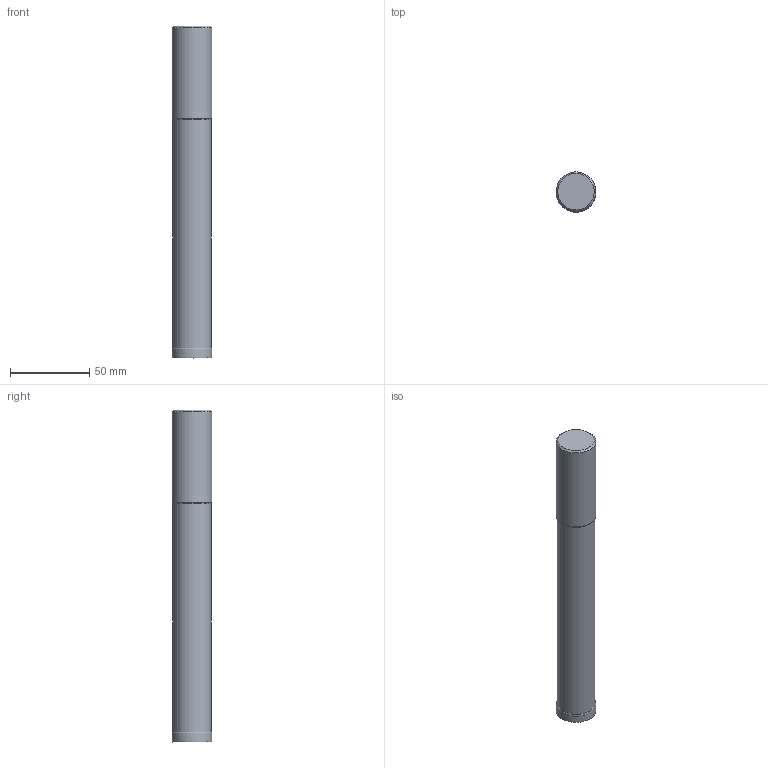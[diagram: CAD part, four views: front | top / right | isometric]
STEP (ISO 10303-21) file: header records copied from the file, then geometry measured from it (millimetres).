
FILE_DESCRIPTION(/* description */ (''),/* implementation_level */ '2;1');
FILE_NAME(/* name */ 'toolassembly_1.stp',/* time_stamp */ '2018-06-28T11:04:45+02:00',/* author */ (''),/* organization */ ('SMS'),/* preprocessor_version */ 'ST-DEVELOPER v15',/* originating_system */ 'SIEMENS PLM Software NX 8.5',/* authorisation */ '');
FILE_SCHEMA (('AUTOMOTIVE_DESIGN { 1 0 10303 214 3 1 1 1 }'));
Length unit declared in the file: millimetre
Products named in the file (4): ASSEMBLY_CONSTRUCTION; CUT_20180628110352; NOCUT_20180628110344; TOOLASSEMBLY_1
Assembly tree (3 placements, depth 2):
  TOOLASSEMBLY_1
    NOCUT_20180628110344
    CUT_20180628110352
    ASSEMBLY_CONSTRUCTION
Bounding box: 25.04 x 25.04 x 209 mm (x, y, z)
Volume: 98053.1 mm3; surface area: 18090.4 mm2
Topology: 2 solids, 2 shells, 16 faces, 32 edges, 31 vertices
Faces by surface type: torus 6, cone 4, plane 3, cylinder 2, bspline 1
Full cylindrical faces by diameter (mm): 24 x1, 25 x1
Entity records: 4334 total; most frequent: CARTESIAN_POINT 3832, DIRECTION 90, AXIS2_PLACEMENT_3D 45, EDGE_LOOP 28, ORIENTED_EDGE 28, FACE_BOUND 27, STYLED_ITEM 27, PRESENTATION_STYLE_ASSIGNMENT 27
